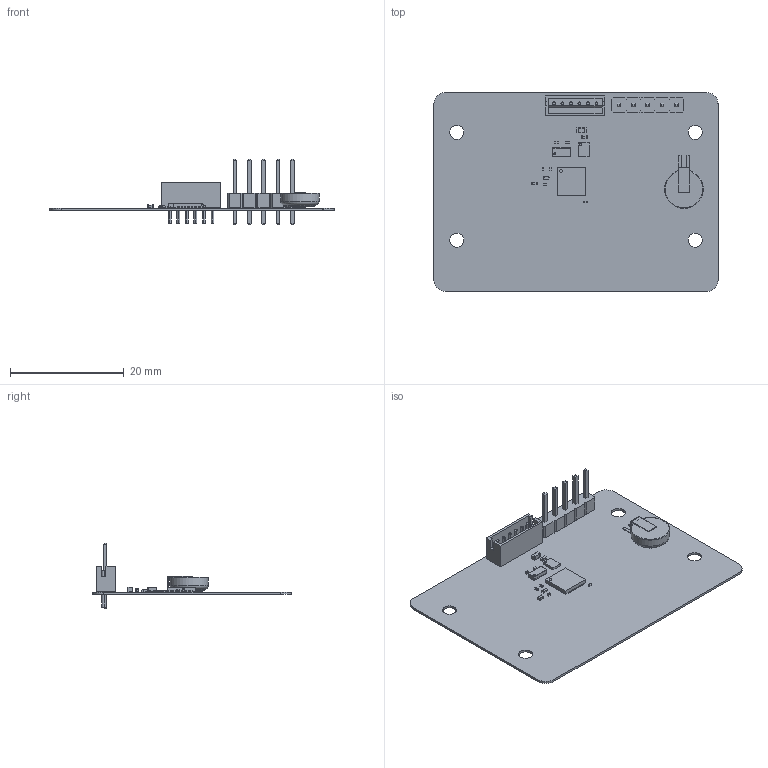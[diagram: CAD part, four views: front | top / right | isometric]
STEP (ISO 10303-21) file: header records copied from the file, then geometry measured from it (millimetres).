
FILE_DESCRIPTION(('KiCad electronic assembly'),'2;1');
FILE_NAME('TagProto.step','2025-02-06T13:35:56',('Pcbnew'),('Kicad'), 'Open CASCADE STEP processor 7.6','KiCad to STEP converter','Unknown' );
FILE_SCHEMA(('AUTOMOTIVE_DESIGN { 1 0 10303 214 1 1 1 1 }'));
Length unit declared in the file: millimetre
Products named in the file (24): TagProto 1; BatteryHolder_Seiko_MS621F; Seiko_MS621F; C_0402_1005Metric; RV-3028-C7; ASSEMBLY; R_0201_0603Metric; C_0201_0603Metric; at25wlcsp; Cut; QFN-32-1EP_5x5mm_P0.5mm_EP3.45x3.45mm; QFN-32-1EP_5x5mm_Pitch0.5mm; Diodes_DFN1006-3; Diodes_DFN1006_3; B6B-ZR; C_0603_1608Metric; PinHeader_1x05_P2.54mm_Vertical; PinHeader_1x05_P254mm_Vertical; TagProto_PCB
Assembly tree (34 placements, depth 3):
  TagProto 1
    BatteryHolder_Seiko_MS621F
      Seiko_MS621F
    C_0402_1005Metric  x3
      C_0402_1005Metric
    RV-3028-C7
      ASSEMBLY
    R_0201_0603Metric  x2
      R_0201_0603Metric
    C_0201_0603Metric  x9
      C_0201_0603Metric
    at25wlcsp
      Cut
    QFN-32-1EP_5x5mm_P0.5mm_EP3.45x3.45mm
      QFN-32-1EP_5x5mm_Pitch0.5mm
    Diodes_DFN1006-3
      Diodes_DFN1006_3
    B6B-ZR
      B6B-ZR
    C_0603_1608Metric
      C_0603_1608Metric
    PinHeader_1x05_P2.54mm_Vertical
      PinHeader_1x05_P254mm_Vertical
    TagProto_PCB
Bounding box: 50 x 35 x 11.54 mm (x, y, z)
Volume: 984.5 mm3; surface area: 4384.1 mm2
Topology: 33 solids, 33 shells, 987 faces, 2549 edges, 1680 vertices
Faces by surface type: plane 715, cylinder 268, torus 4
Full cylindrical faces by diameter (mm): 0.1 x1, 0.3 x1, 0.5 x1, 0.737 x6, 1 x5, 2.5 x4, 5.304 x1, 5.44 x1, 6.8 x1
Entity records: 25107 total; most frequent: CARTESIAN_POINT 3633, ORIENTED_EDGE 3522, DIRECTION 3485, EDGE_CURVE 1761, LINE 1469, VECTOR 1469, VERTEX_POINT 1156, AXIS2_PLACEMENT_3D 1008
